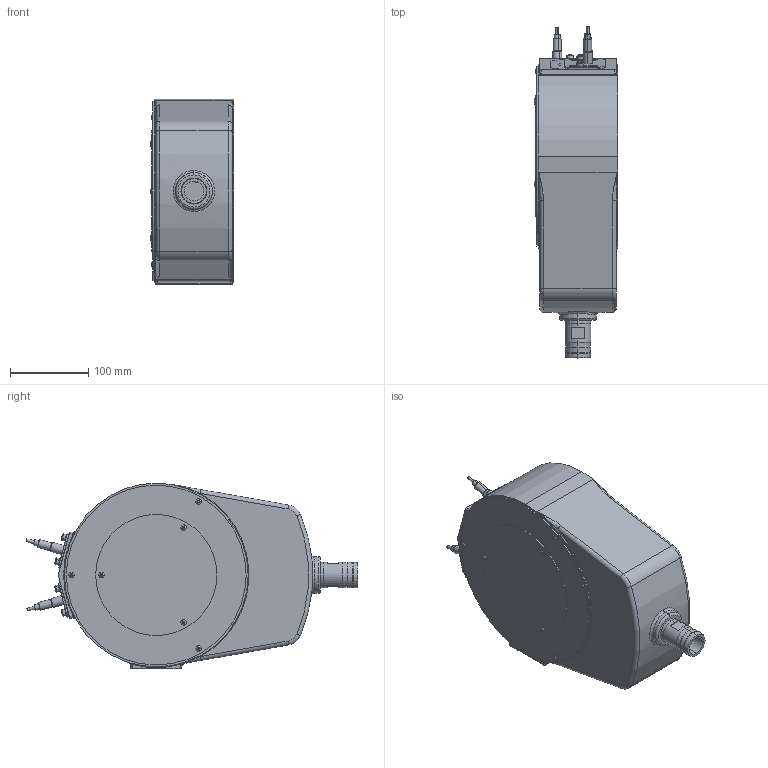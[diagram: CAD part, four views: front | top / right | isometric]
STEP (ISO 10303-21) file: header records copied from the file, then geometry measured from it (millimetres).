
FILE_DESCRIPTION (( 'STEP AP203' ), '1' );
FILE_NAME ('CF-CT-15S.STEP', '2020-12-21T00:41:21', ( '' ), ( '' ), 'SwSTEP 2.0', 'SolidWorks 2016', '' );
FILE_SCHEMA (( 'CONFIG_CONTROL_DESIGN' ));
Length unit declared in the file: metre
Products named in the file (14): IFS287(NPN); CT-08檢出板B; M5x14; CT-08檢出板A; CF-CT-15S; CF-CT-15集水盒本體; CT-15蓋板; CT-15蓋板封口; M5x10; M4x8半圓頭; CT-08墊圈M5; M4x6半圓頭; CF-CT-15檢出環; CT-08洩油管
Assembly tree (25 placements, depth 2):
  CF-CT-15S
    CF-CT-15集水盒本體
    CT-15蓋板
    CT-15蓋板封口
    M4x8半圓頭  x3
    M4x6半圓頭  x3
    CT-08洩油管
    CT-08檢出板B  x2
    CT-08檢出板A  x2
    M5x10  x4
    CT-08墊圈M5  x2
    CF-CT-15檢出環
    IFS287(NPN)  x2
    M5x14  x2
Bounding box: 107 x 424.56 x 237.5 mm (x, y, z)
Volume: 1084994.2 mm3; surface area: 500440.3 mm2
Topology: 25 solids, 25 shells, 661 faces, 1546 edges, 946 vertices
Faces by surface type: plane 302, cylinder 211, cone 90, torus 39, bspline 19
Entity records: 15217 total; most frequent: CARTESIAN_POINT 3964, DIRECTION 2109, ORIENTED_EDGE 1856, EDGE_CURVE 928, AXIS2_PLACEMENT_3D 838, VERTEX_POINT 580, EDGE_LOOP 490, LINE 433
